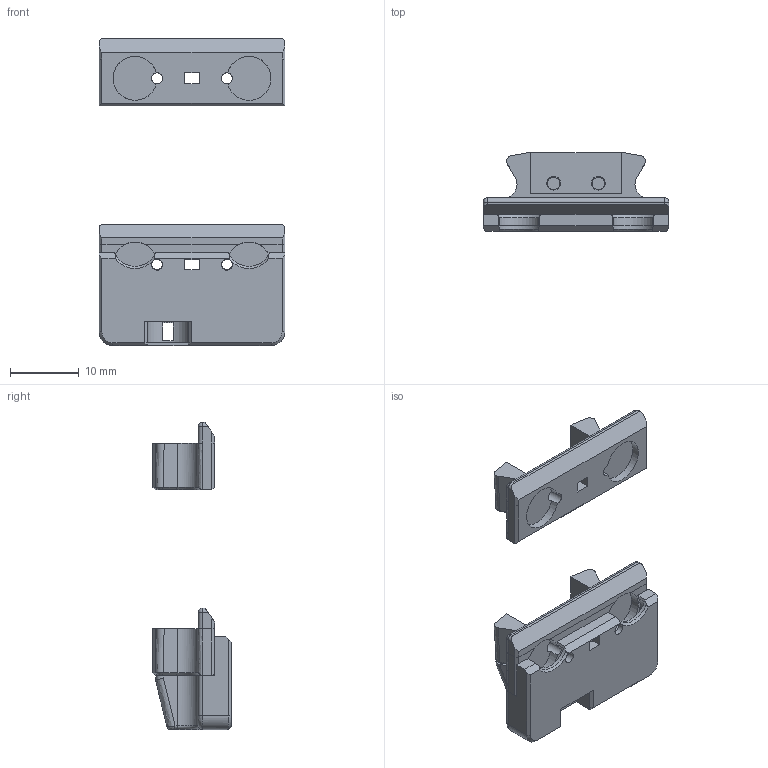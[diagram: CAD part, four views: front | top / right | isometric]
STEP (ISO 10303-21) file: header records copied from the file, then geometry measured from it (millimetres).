
FILE_DESCRIPTION(('FreeCAD Model'),'2;1');
FILE_NAME('Open CASCADE Shape Model','2022-06-22T23:20:37',('Author'),( ''),'Open CASCADE STEP processor 7.5','FreeCAD','Unknown');
FILE_SCHEMA(('AUTOMOTIVE_DESIGN { 1 0 10303 214 1 1 1 1 }'));
Length unit declared in the file: millimetre
Products named in the file (4): Klicky_probe; KlickyNG_Probe_insert_3mm_mod; KlickyNg_probe_body_mod; KlickyNG_Probe_insert_2.75mm_mod
Assembly tree (3 placements, depth 2):
  Klicky_probe
    KlickyNG_Probe_insert_3mm_mod
    KlickyNg_probe_body_mod
    KlickyNG_Probe_insert_2.75mm_mod
Bounding box: 27 x 11.4 x 44.65 mm (x, y, z)
Volume: 3232.2 mm3; surface area: 3879.3 mm2
Topology: 3 solids, 3 shells, 325 faces, 881 edges, 558 vertices
Faces by surface type: plane 146, bspline 75, cylinder 43, extrusion 41, cone 16, sphere 4
Full cylindrical faces by diameter (mm): 1.6 x6, 1.8 x2, 2 x4, 6.4 x1
Entity records: 28620 total; most frequent: CARTESIAN_POINT 12239, DIRECTION 2581, VECTOR 1779, ORIENTED_EDGE 1754, PCURVE 1754, DEFINITIONAL_REPRESENTATION 1754, LINE 1738, EDGE_CURVE 877
